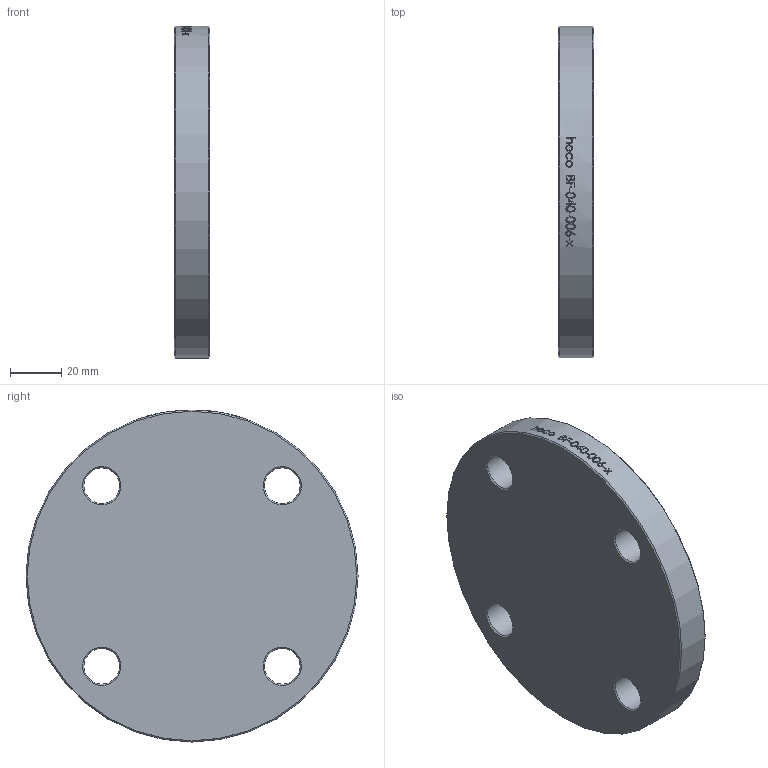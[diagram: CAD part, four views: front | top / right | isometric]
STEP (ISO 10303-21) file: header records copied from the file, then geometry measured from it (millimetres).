
FILE_DESCRIPTION (( 'STEP AP214' ), '1' );
FILE_NAME ('BF-040-006-x Blindflansch PN6 DIN2527 EN1092 2103.STEP', '2021-03-03T09:38:08', ( '' ), ( '' ), 'SwSTEP 2.0', 'SolidWorks 2019', '' );
FILE_SCHEMA (( 'AUTOMOTIVE_DESIGN' ));
Length unit declared in the file: millimetre
Products named in the file (1): BF-040-006-x Blindflansch PN6 DIN2527 EN1092 2103
Bounding box: 14 x 130 x 130 mm (x, y, z)
Volume: 177106.4 mm3; surface area: 33157.6 mm2
Topology: 1 solids, 1 shells, 43 faces, 201 edges, 186 vertices
Faces by surface type: cylinder 31, cone 10, plane 2
Full cylindrical faces by diameter (mm): 14 x4, 130 x1
Entity records: 4979 total; most frequent: CARTESIAN_POINT 3254, ORIENTED_EDGE 362, DIRECTION 216, VERTEX_POINT 181, EDGE_CURVE 181, B_SPLINE_CURVE_WITH_KNOTS 105, AXIS2_PLACEMENT_3D 96, EDGE_LOOP 92
